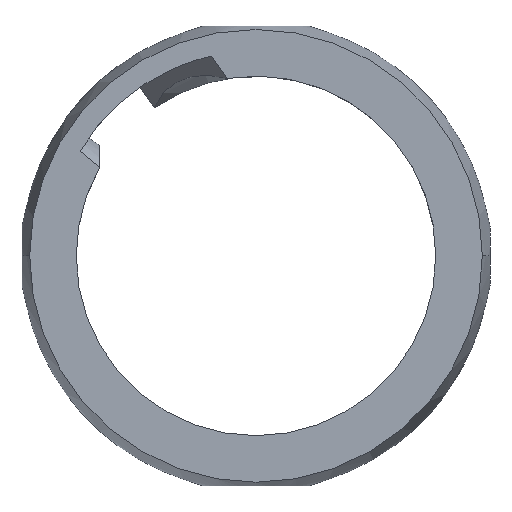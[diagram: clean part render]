
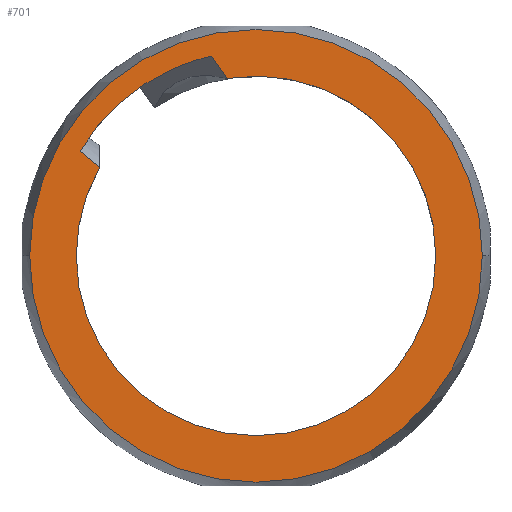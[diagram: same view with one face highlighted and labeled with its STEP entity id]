
A CAD part, top view. The second image highlights one B-rep face of the part: STEP entity #701.
In plain terms, the highlighted planar face has unit normal (0, 0, 1).
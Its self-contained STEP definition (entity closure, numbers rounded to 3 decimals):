
#280=CARTESIAN_POINT('POINT23',(-28.78,
   63.202,22.5));
#281=VERTEX_POINT('VERTEX23',#280);
#291=CARTESIAN_POINT('POINT25',(-59.677,
   35.516,22.5));
#292=VERTEX_POINT('VERTEX25',#291);
#293=CARTESIAN_POINT('POS28',(0.,0.,22.5));
#294=DIRECTION('DIR47',(0.,0.,-1.));
#295=DIRECTION('DIR48',(0.,1.,0.));
#296=AXIS2_PLACEMENT_3D('AXIS20',#293,#294,#295);
#297=CIRCLE('ELLIPSE13',#296,69.446);
#298=EDGE_CURVE('EDGE32',#292,#281,#297,.T.);
#329=CARTESIAN_POINT('POINT28',(-15.057,
   67.794,22.5));
#330=VERTEX_POINT('VERTEX28',#329);
#338=EDGE_CURVE('EDGE37',#281,#330,#297,.T.);
#343=CARTESIAN_POINT('POINT29',(-9.692,
   60.206,22.5));
#344=VERTEX_POINT('VERTEX29',#343);
#345=CARTESIAN_POINT('POS33',(21.92,15.5,22.5))
   ;
#346=DIRECTION('DIR57',(0.577,-0.816,
   0.));
#347=VECTOR('VEC9',#346,1.);
#348=LINE('STRAIGHT9',#345,#347);
#349=EDGE_CURVE('EDGE38',#330,#344,#348,.T.);
#379=CARTESIAN_POINT('POINT31',(60.982,
   0.,22.5));
#380=VERTEX_POINT('VERTEX31',#379);
#388=CARTESIAN_POINT('POS38',(0.,0.,22.5));
#389=DIRECTION('DIR65',(0.,0.,1.));
#390=DIRECTION('DIR66',(0.,-1.,0.));
#391=AXIS2_PLACEMENT_3D('AXIS28',#388,#389,#390);
#392=CIRCLE('ELLIPSE19',#391,60.982);
#393=EDGE_CURVE('EDGE42',#380,#344,#392,.T.);
#431=CARTESIAN_POINT('POINT34',(-60.982,
   0.,22.5));
#432=VERTEX_POINT('VERTEX34',#431);
#440=EDGE_CURVE('EDGE47',#432,#380,#392,.T.);
#468=CARTESIAN_POINT('POINT37',(-53.085,
   30.012,22.5));
#469=VERTEX_POINT('VERTEX37',#468);
#477=EDGE_CURVE('EDGE52',#469,#432,#392,.T.);
#515=(BOUNDED_CURVE() B_SPLINE_CURVE(2,(#516,#517,#518),.UNSPECIFIED.,
   .F.,.F.) B_SPLINE_CURVE_WITH_KNOTS((3,3),(86.824,
   90.969),.UNSPECIFIED.) CURVE() 
   GEOMETRIC_REPRESENTATION_ITEM() RATIONAL_B_SPLINE_CURVE((
   1.076,1.04,1.)) 
   REPRESENTATION_ITEM('SPLINE_CRV2'));
#516=CARTESIAN_POINT('',(-53.085,30.012,
   22.5));
#517=CARTESIAN_POINT('',(-56.104,32.607,
   22.5));
#518=CARTESIAN_POINT('',(-59.677,35.516,
   22.5));
#519=EDGE_CURVE('EDGE56',#469,#292,#515,.T.);
#668=ORIENTED_EDGE('COEDGE114',*,*,#519,.T.);
#669=ORIENTED_EDGE('COEDGE115',*,*,#298,.T.);
#670=ORIENTED_EDGE('COEDGE116',*,*,#338,.T.);
#671=ORIENTED_EDGE('COEDGE117',*,*,#349,.T.);
#672=ORIENTED_EDGE('COEDGE118',*,*,#393,.F.);
#673=ORIENTED_EDGE('COEDGE119',*,*,#440,.F.);
#674=ORIENTED_EDGE('COEDGE120',*,*,#477,.F.);
#675=EDGE_LOOP('NONE',(#668,#669,#670,#671,#672,#673,#674));
#676=FACE_BOUND('LOOP1',#675,.T.);
#677=CARTESIAN_POINT('POINT47',(0.,
   76.771,22.5));
#678=VERTEX_POINT('VERTEX47',#677);
#679=CARTESIAN_POINT('POINT48',(76.771,
   0.,22.5));
#680=VERTEX_POINT('VERTEX48',#679);
#681=CARTESIAN_POINT('POS64',(0.,0.,22.5));
#682=DIRECTION('DIR110',(0.,0.,-1.));
#683=DIRECTION('DIR111',(0.,-1.,0.));
#684=AXIS2_PLACEMENT_3D('AXIS47',#681,#682,#683);
#685=CIRCLE('ELLIPSE31',#684,76.771);
#686=EDGE_CURVE('EDGE70',#678,#680,#685,.T.);
#687=ORIENTED_EDGE('COEDGE121',*,*,#686,.F.);
#688=CARTESIAN_POINT('POINT49',(-76.771,
   0.,22.5));
#689=VERTEX_POINT('VERTEX49',#688);
#690=EDGE_CURVE('EDGE71',#689,#678,#685,.T.);
#691=ORIENTED_EDGE('COEDGE122',*,*,#690,.F.);
#692=EDGE_CURVE('EDGE72',#680,#689,#685,.T.);
#693=ORIENTED_EDGE('COEDGE123',*,*,#692,.F.);
#694=EDGE_LOOP('NONE',(#687,#691,#693));
#695=FACE_BOUND('LOOP1',#694,.T.);
#696=CARTESIAN_POINT('POS65',(0.,0.,22.5));
#697=DIRECTION('DIR112',(0.,0.,1.));
#698=DIRECTION('DIR113',(1.,0.,0.));
#699=AXIS2_PLACEMENT_3D('AXIS48',#696,#697,#698);
#700=PLANE('PLANE7',#699);
#701=ADVANCED_FACE('FACE26',(#676,#695),#700,.T.);
